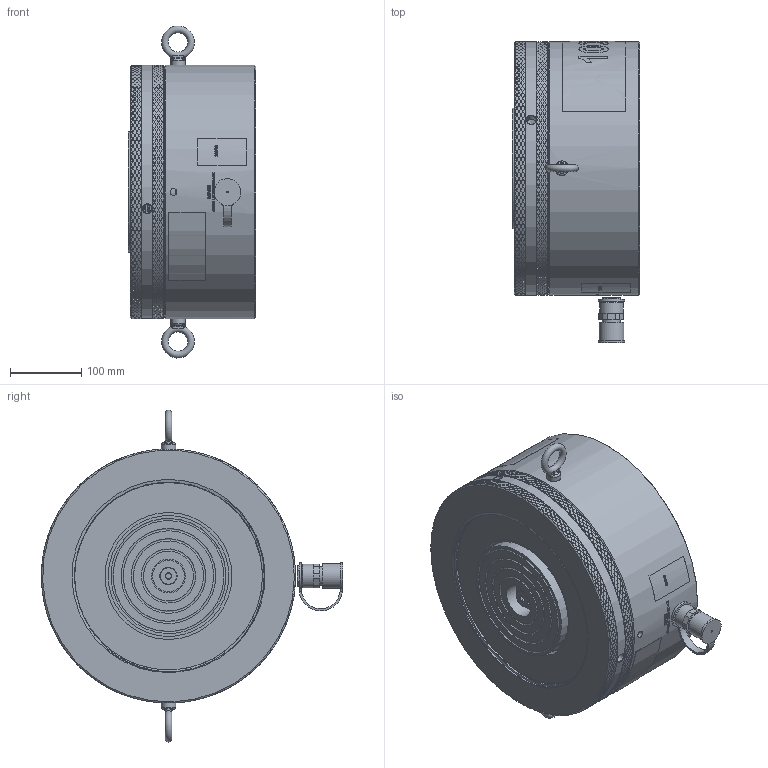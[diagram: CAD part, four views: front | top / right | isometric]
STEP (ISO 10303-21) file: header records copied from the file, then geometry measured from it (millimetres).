
FILE_DESCRIPTION (( 'STEP AP214' ), '1' );
FILE_NAME ('DER21014947 RGP4302.STEP', '2021-02-02T23:08:05', ( '' ), ( '' ), 'SwSTEP 2.0', 'SolidWorks 2018', '' );
FILE_SCHEMA (( 'AUTOMOTIVE_DESIGN' ));
Length unit declared in the file: inch
Products named in the file (1): DER21014947 RGP4302
Bounding box: 177.9 x 421.69 x 464.94 mm (x, y, z)
Surface area: 708481.7 mm2 (no closed solid volume)
Topology: 0 solids, 715 shells, 3977 faces, 15598 edges, 12270 vertices
Faces by surface type: bspline 2335, cylinder 1480, plane 113, cone 39, torus 10
Full cylindrical faces by diameter (mm): 2.159 x1, 9.525 x1, 13.208 x3, 20 x2, 25.4 x1, 33.147 x1, 34.544 x1, 47.396 x1, 169.164 x1, 177.8 x1, 354.889 x1, 355.6 x1
Entity records: 283505 total; most frequent: CARTESIAN_POINT 155186, ORIENTED_EDGE 20340, EDGE_CURVE 15540, VERTEX_POINT 12254, DIRECTION 5757, EDGE_LOOP 4091, FACE_OUTER_BOUND 3997, DIMENSIONAL_EXPONENTS 3979
